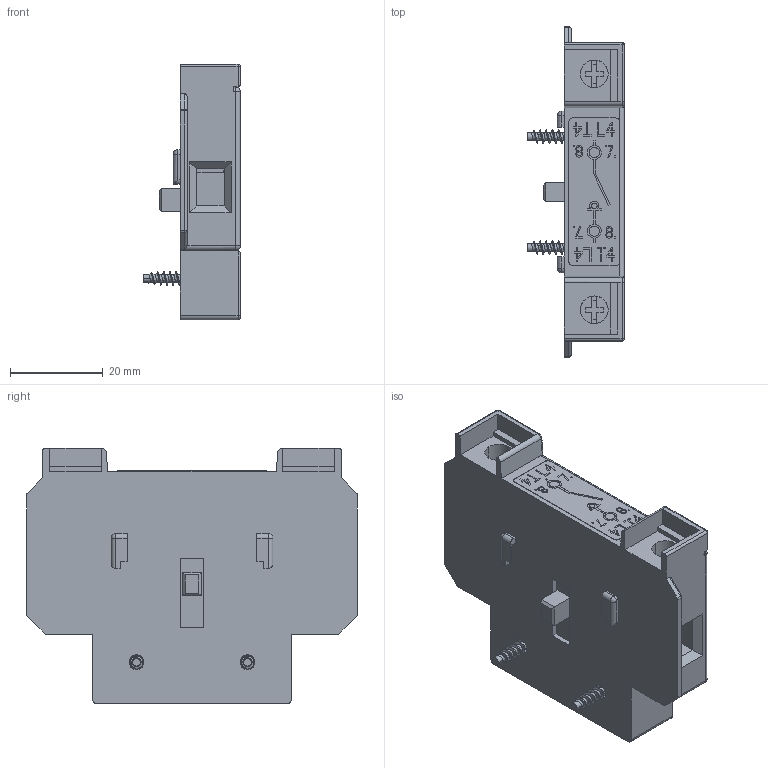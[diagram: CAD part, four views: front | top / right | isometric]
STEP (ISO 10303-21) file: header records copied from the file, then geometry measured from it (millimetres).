
FILE_DESCRIPTION((''),'2;1');
FILE_NAME('PROCUS_KS11-XX_ASM','2015-06-16T',('kjell_andersson'),(''),'PRO/ENGINEER BY PARAMETRIC TECHNOLOGY CORPORATION, 2013230','PRO/ENGINEER BY PARAMETRIC TECHNOLOGY CORPORATION, 2013230','');
FILE_SCHEMA(('CONFIG_CONTROL_DESIGN'));
Length unit declared in the file: millimetre
Products named in the file (5): KSXA11E_LIGHT; PT30X12; PEMS19; PEMS_11X32_LIGHT_BL; PROCUS_KS11-XX_ASM
Assembly tree (5 placements, depth 2):
  PROCUS_KS11-XX_ASM
    KSXA11E_LIGHT
    PT30X12  x2
    PEMS19
    PEMS_11X32_LIGHT_BL
Bounding box: 21.1 x 71.5 x 55.3 mm (x, y, z)
Volume: 36654.1 mm3; surface area: 13603.2 mm2
Topology: 5 solids, 5 shells, 645 faces, 1712 edges, 1118 vertices
Faces by surface type: plane 500, cylinder 93, bspline 26, sphere 16, torus 10
Entity records: 20785 total; most frequent: CARTESIAN_POINT 5696, ORIENTED_EDGE 3184, DIRECTION 2930, EDGE_CURVE 1592, VECTOR 1354, LINE 1354, VERTEX_POINT 1038, AXIS2_PLACEMENT_3D 788
